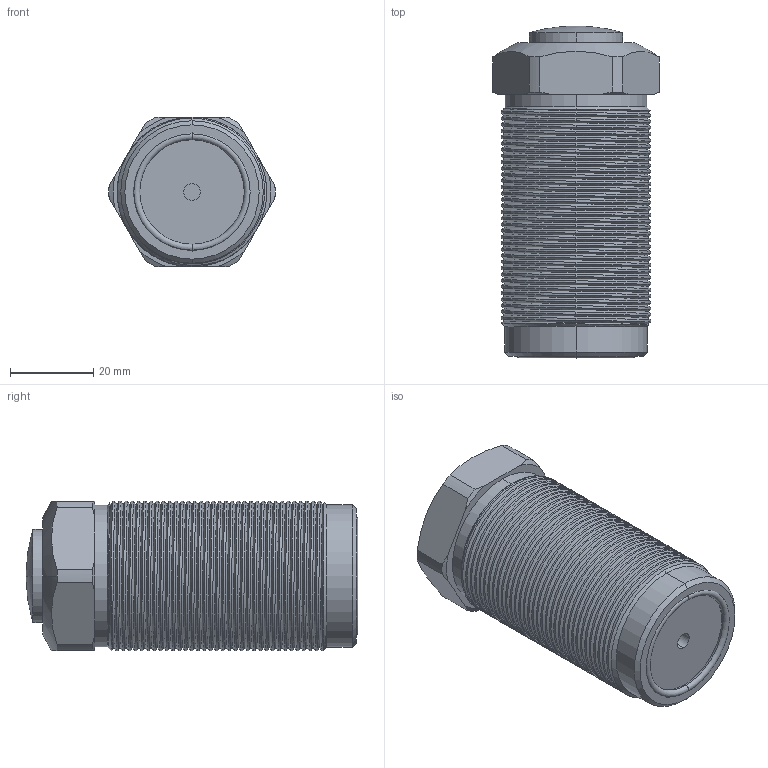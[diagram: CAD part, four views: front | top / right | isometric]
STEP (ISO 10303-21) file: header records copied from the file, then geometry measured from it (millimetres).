
FILE_DESCRIPTION (( 'STEP AP203' ), '1' );
FILE_NAME ('CTC-P036R-25.STEP', '2020-01-14T06:31:46', ( 'PC' ), ( '' ), 'SwSTEP 2.0', 'SolidWorks 2015', '' );
FILE_SCHEMA (( 'CONFIG_CONTROL_DESIGN' ));
Length unit declared in the file: millimetre
Products named in the file (3): CTC-P036R-25; AS568-022
Assembly tree (2 placements, depth 2):
  CTC-P036R-25
    AS568-022
    CTC-P036R-25
Bounding box: 40 x 79.88 x 36 mm (x, y, z)
Volume: 75129.5 mm3; surface area: 15098.8 mm2
Topology: 2 solids, 2 shells, 121 faces, 334 edges, 219 vertices
Faces by surface type: cylinder 86, cone 13, plane 12, torus 4, sphere 4, bspline 2
Entity records: 8245 total; most frequent: CARTESIAN_POINT 5252, ORIENTED_EDGE 668, DIRECTION 491, EDGE_CURVE 334, VERTEX_POINT 219, AXIS2_PLACEMENT_3D 192, EDGE_LOOP 125, ADVANCED_FACE 121
